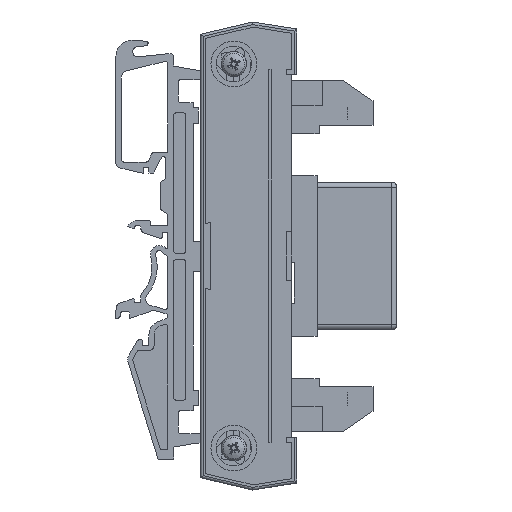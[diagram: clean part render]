
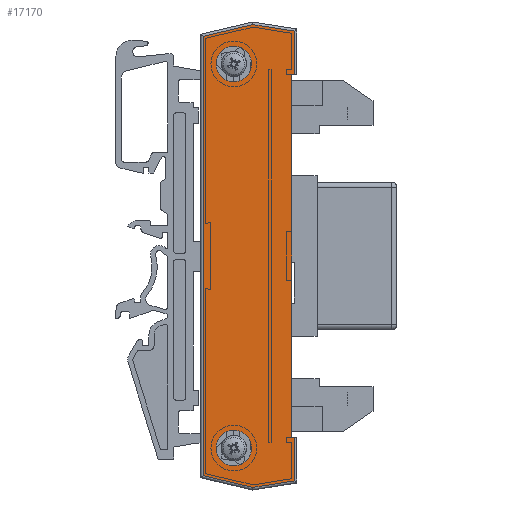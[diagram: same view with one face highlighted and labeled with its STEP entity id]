
A CAD part, left-side view. The second image highlights one B-rep face of the part: STEP entity #17170.
In plain terms, the highlighted face is planar.
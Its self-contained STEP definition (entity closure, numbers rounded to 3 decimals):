
#16709=CARTESIAN_POINT('',(-16.628,6.238,5.0));
#16710=VERTEX_POINT('',#16709);
#16717=CARTESIAN_POINT('',(54.672,6.238,5.0));
#16718=VERTEX_POINT('',#16717);
#16719=CARTESIAN_POINT('',(54.672,6.238,5.0));
#16720=DIRECTION('',(-1.0,0.0,0.0));
#16721=VECTOR('',#16720,71.3);
#16722=LINE('',#16719,#16721);
#16723=EDGE_CURVE('',#16718,#16710,#16722,.T.);
#16966=CARTESIAN_POINT('',(60.272,-5.162,5.0));
#16967=VERTEX_POINT('',#16966);
#16968=CARTESIAN_POINT('',(56.772,-5.162,5.0));
#16969=DIRECTION('',(0.0,0.0,-1.0));
#16970=DIRECTION('',(-1.0,0.0,0.0));
#16971=AXIS2_PLACEMENT_3D('',#16968,#16969,#16970);
#16972=CIRCLE('',#16971,3.5);
#16973=EDGE_CURVE('',#16967,#16967,#16972,.T.);
#17006=CARTESIAN_POINT('',(-15.228,-5.162,5.0));
#17007=VERTEX_POINT('',#17006);
#17008=CARTESIAN_POINT('',(-18.728,-5.162,5.0));
#17009=DIRECTION('',(0.0,0.0,-1.0));
#17010=DIRECTION('',(-1.0,0.0,0.0));
#17011=AXIS2_PLACEMENT_3D('',#17008,#17009,#17010);
#17012=CIRCLE('',#17011,3.5);
#17013=EDGE_CURVE('',#17007,#17007,#17012,.T.);
#17047=CARTESIAN_POINT('',(54.672,6.738,5.0));
#17048=VERTEX_POINT('',#17047);
#17049=CARTESIAN_POINT('',(54.672,6.738,5.0));
#17050=DIRECTION('',(0.0,-1.0,0.0));
#17051=VECTOR('',#17050,0.5);
#17052=LINE('',#17049,#17051);
#17053=EDGE_CURVE('',#17048,#16718,#17052,.T.);
#17078=CARTESIAN_POINT('',(-16.628,6.738,5.0));
#17079=VERTEX_POINT('',#17078);
#17087=CARTESIAN_POINT('',(-16.628,6.238,5.0));
#17088=DIRECTION('',(0.0,1.0,0.0));
#17089=VECTOR('',#17088,0.5);
#17090=LINE('',#17087,#17089);
#17091=EDGE_CURVE('',#16710,#17079,#17090,.T.);
#17100=CARTESIAN_POINT('',(19.022,-2.126,5.0));
#17101=DIRECTION('',(0.0,0.0,1.0));
#17102=DIRECTION('',(1.0,0.0,0.0));
#17103=AXIS2_PLACEMENT_3D('',#17100,#17101,#17102);
#17104=PLANE('',#17103);
#17105=ORIENTED_EDGE('',*,*,#17053,.T.);
#17106=ORIENTED_EDGE('',*,*,#16723,.T.);
#17107=ORIENTED_EDGE('',*,*,#17091,.T.);
#17108=CARTESIAN_POINT('',(-25.176,6.738,5.0));
#17109=VERTEX_POINT('',#17108);
#17110=CARTESIAN_POINT('',(-25.176,6.738,5.0));
#17111=DIRECTION('',(1.0,0.0,0.0));
#17112=VECTOR('',#17111,8.548);
#17113=LINE('',#17110,#17112);
#17114=EDGE_CURVE('',#17109,#17079,#17113,.T.);
#17115=ORIENTED_EDGE('',*,*,#17114,.F.);
#17116=CARTESIAN_POINT('',(-26.459,-1.405,5.0));
#17117=VERTEX_POINT('',#17116);
#17118=CARTESIAN_POINT('',(-26.459,-1.405,5.0));
#17119=DIRECTION('',(0.156,0.988,0.0));
#17120=VECTOR('',#17119,8.244);
#17121=LINE('',#17118,#17120);
#17122=EDGE_CURVE('',#17117,#17109,#17121,.T.);
#17123=ORIENTED_EDGE('',*,*,#17122,.F.);
#17124=CARTESIAN_POINT('',(-24.157,-11.162,5.0));
#17125=VERTEX_POINT('',#17124);
#17126=CARTESIAN_POINT('',(-24.157,-11.162,5.0));
#17127=DIRECTION('',(-0.23,0.973,0.0));
#17128=VECTOR('',#17127,10.024);
#17129=LINE('',#17126,#17128);
#17130=EDGE_CURVE('',#17125,#17117,#17129,.T.);
#17131=ORIENTED_EDGE('',*,*,#17130,.F.);
#17132=CARTESIAN_POINT('',(62.201,-11.162,5.0));
#17133=VERTEX_POINT('',#17132);
#17134=CARTESIAN_POINT('',(62.201,-11.162,5.0));
#17135=DIRECTION('',(-1.0,0.0,0.0));
#17136=VECTOR('',#17135,86.358);
#17137=LINE('',#17134,#17136);
#17138=EDGE_CURVE('',#17133,#17125,#17137,.T.);
#17139=ORIENTED_EDGE('',*,*,#17138,.F.);
#17140=CARTESIAN_POINT('',(64.503,-1.405,5.0));
#17141=VERTEX_POINT('',#17140);
#17142=CARTESIAN_POINT('',(64.503,-1.405,5.0));
#17143=DIRECTION('',(-0.23,-0.973,0.0));
#17144=VECTOR('',#17143,10.024);
#17145=LINE('',#17142,#17144);
#17146=EDGE_CURVE('',#17141,#17133,#17145,.T.);
#17147=ORIENTED_EDGE('',*,*,#17146,.F.);
#17148=CARTESIAN_POINT('',(63.22,6.738,5.0));
#17149=VERTEX_POINT('',#17148);
#17150=CARTESIAN_POINT('',(63.22,6.738,5.0));
#17151=DIRECTION('',(0.156,-0.988,0.0));
#17152=VECTOR('',#17151,8.244);
#17153=LINE('',#17150,#17152);
#17154=EDGE_CURVE('',#17149,#17141,#17153,.T.);
#17155=ORIENTED_EDGE('',*,*,#17154,.F.);
#17156=CARTESIAN_POINT('',(54.672,6.738,5.0));
#17157=DIRECTION('',(1.0,0.0,0.0));
#17158=VECTOR('',#17157,8.548);
#17159=LINE('',#17156,#17158);
#17160=EDGE_CURVE('',#17048,#17149,#17159,.T.);
#17161=ORIENTED_EDGE('',*,*,#17160,.F.);
#17162=EDGE_LOOP('',(#17105,#17106,#17107,#17115,#17123,#17131,#17139,#17147,#17155,#17161));
#17163=FACE_OUTER_BOUND('',#17162,.T.);
#17164=ORIENTED_EDGE('',*,*,#16973,.T.);
#17165=EDGE_LOOP('',(#17164));
#17166=FACE_BOUND('',#17165,.T.);
#17167=ORIENTED_EDGE('',*,*,#17013,.T.);
#17168=EDGE_LOOP('',(#17167));
#17169=FACE_BOUND('',#17168,.T.);
#17170=ADVANCED_FACE('',(#17163,#17166,#17169),#17104,.T.);
